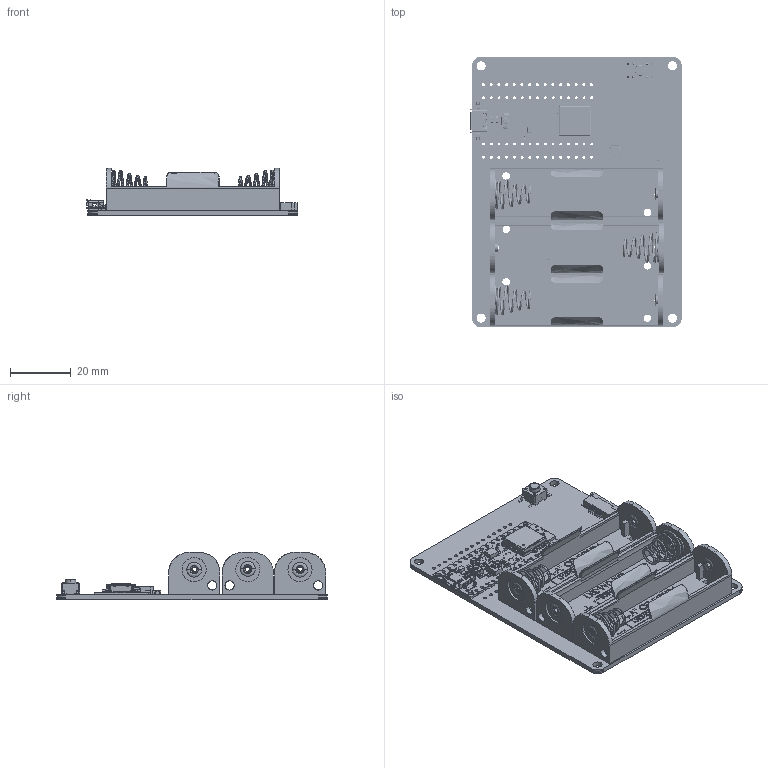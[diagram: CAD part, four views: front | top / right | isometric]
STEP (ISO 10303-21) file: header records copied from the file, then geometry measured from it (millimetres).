
FILE_DESCRIPTION(/* description */ (''),/* implementation_level */ '2;1');
FILE_NAME(/* name */ 'PCBLAM~1',/* time_stamp */ '2023-11-08T14:58:36-08:00',/* author */ (''),/* organization */ (''),/* preprocessor_version */ 'ST-DEVELOPER v16.5',/* originating_system */ '',/* authorisation */ '');
FILE_SCHEMA (('AUTOMOTIVE_DESIGN'));
Products named in the file (1): Document
Bounding box: 69.53 x 89 x 15.5 mm (x, y, z)
Volume: 19137.4 mm3; surface area: 32482.2 mm2
Topology: 237 solids, 239 shells, 5979 faces, 15297 edges, 9972 vertices
Faces by surface type: plane 4249, bspline 1730
Entity records: 207648 total; most frequent: CARTESIAN_POINT 105413, ORIENTED_EDGE 30406, EDGE_CURVE 15219, B_SPLINE_CURVE_WITH_KNOTS 12766, VERTEX_POINT 9972, EDGE_LOOP 6869, ADVANCED_FACE 5979, FACE_OUTER_BOUND 5979
